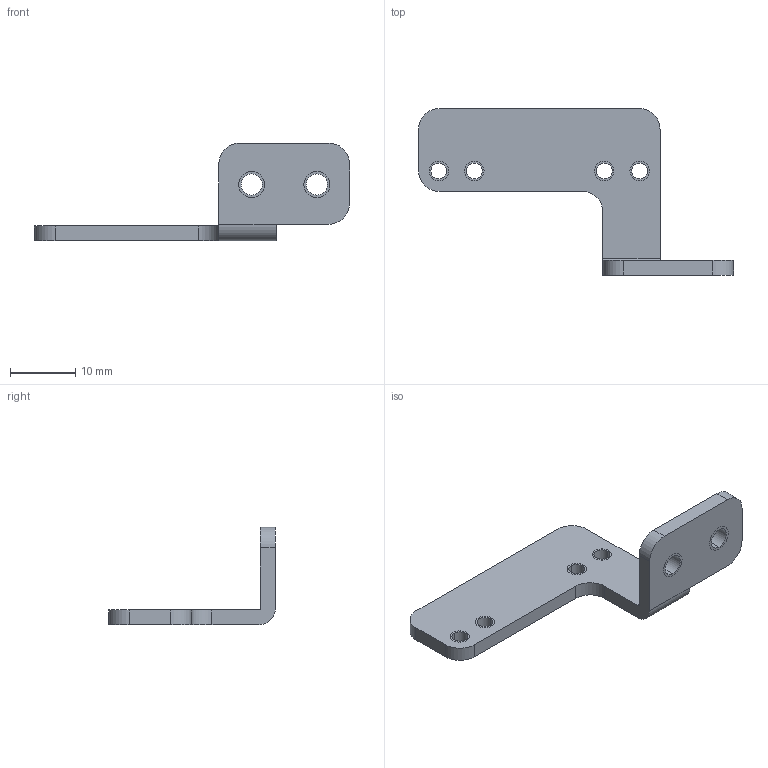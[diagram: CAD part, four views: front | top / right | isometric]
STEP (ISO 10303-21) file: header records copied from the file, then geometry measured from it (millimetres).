
FILE_DESCRIPTION((''),'2;1');
FILE_NAME('155369_ASM','2022-05-27T12:09:14',('PDMAdmin'),('BANNER ENGINEERING'),'CREO PARAMETRIC BY PTC INC, 2019292','CREO PARAMETRIC BY PTC INC, 2019292','');
FILE_SCHEMA(('CONFIG_CONTROL_DESIGN'));
Length unit declared in the file: inch
Products named in the file (2): 47933; 155369_ASM
Assembly tree (1 placements, depth 2):
  155369_ASM
    47933
Bounding box: 48.39 x 25.61 x 14.99 mm (x, y, z)
Volume: 1795.3 mm3; surface area: 2203 mm2
Topology: 1 solids, 7 shells, 45 faces, 127 edges, 84 vertices
Faces by surface type: cylinder 33, plane 12
Entity records: 1579 total; most frequent: DIRECTION 293, CARTESIAN_POINT 261, ORIENTED_EDGE 230, EDGE_CURVE 127, AXIS2_PLACEMENT_3D 116, VERTEX_POINT 84, CIRCLE 66, VECTOR 61
